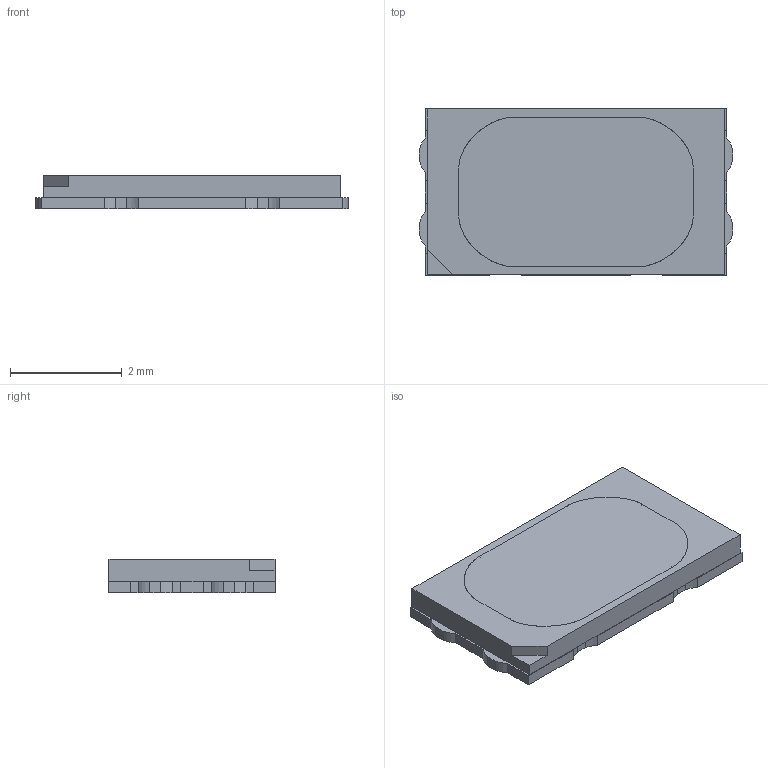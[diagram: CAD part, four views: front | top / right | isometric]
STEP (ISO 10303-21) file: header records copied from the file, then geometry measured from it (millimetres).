
FILE_DESCRIPTION (( 'STEP AP214' ), '1' );
FILE_NAME ('5630.STEP', '2018-04-10T02:19:01', ( 'User' ), ( 'china' ), 'SwSTEP 2.0', 'SolidWorks 2014', '' );
FILE_SCHEMA (( 'AUTOMOTIVE_DESIGN' ));
Length unit declared in the file: millimetre
Products named in the file (4): 5630蝶; 5630LF; 5630emc; 5630
Assembly tree (3 placements, depth 2):
  5630
    5630emc
    5630LF
    5630蝶
Bounding box: 5.6 x 3 x 0.6 mm (x, y, z)
Volume: 9.6 mm3; surface area: 83.6 mm2
Topology: 4 solids, 4 shells, 199 faces, 546 edges, 358 vertices
Faces by surface type: plane 135, cylinder 56, bspline 8
Entity records: 7593 total; most frequent: CARTESIAN_POINT 1507, ORIENTED_EDGE 1092, DIRECTION 1026, EDGE_CURVE 546, VECTOR 392, LINE 392, VERTEX_POINT 358, AXIS2_PLACEMENT_3D 317
